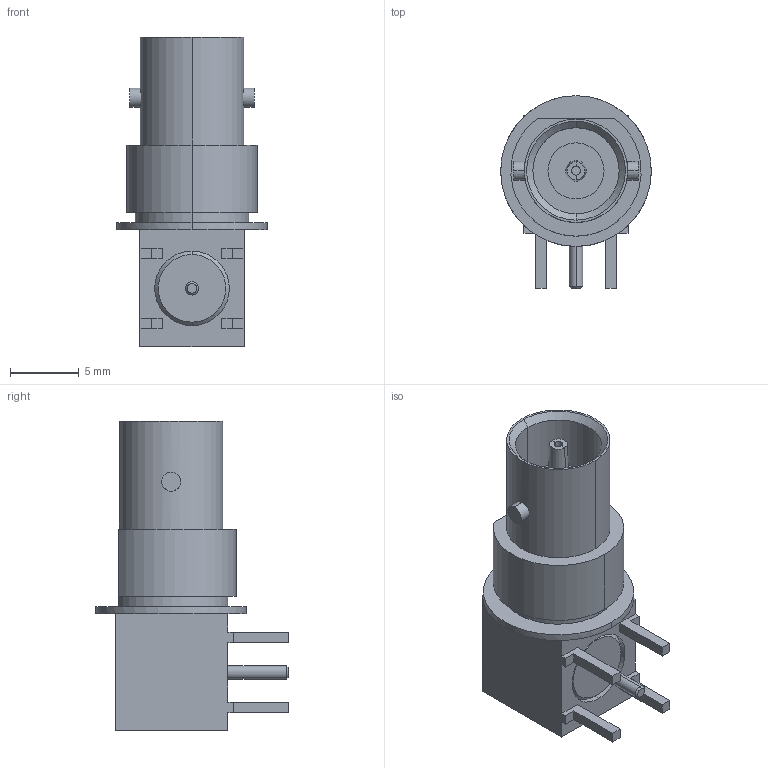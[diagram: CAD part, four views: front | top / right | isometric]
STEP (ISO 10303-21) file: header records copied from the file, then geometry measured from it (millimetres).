
FILE_DESCRIPTION(('STEP AP214'),'1');
FILE_NAME('1274584-1.stp','2018-06-07T01:44:55',('TraceParts'),('TraceParts S.A.'),'Spatial InterOp 3D',' ',' ');
FILE_SCHEMA(('automotive_design'));
Length unit declared in the file: millimetre
Products named in the file (1): 1274584-1
Bounding box: 10.92 x 13.94 x 22.45 mm (x, y, z)
Volume: 1155.3 mm3; surface area: 1039.4 mm2
Topology: 1 solids, 1 shells, 83 faces, 196 edges, 124 vertices
Faces by surface type: plane 49, cylinder 22, cone 12
Entity records: 2445 total; most frequent: CARTESIAN_POINT 472, DIRECTION 420, ORIENTED_EDGE 392, EDGE_CURVE 196, AXIS2_PLACEMENT_3D 144, LINE 132, VECTOR 132, VERTEX_POINT 124
